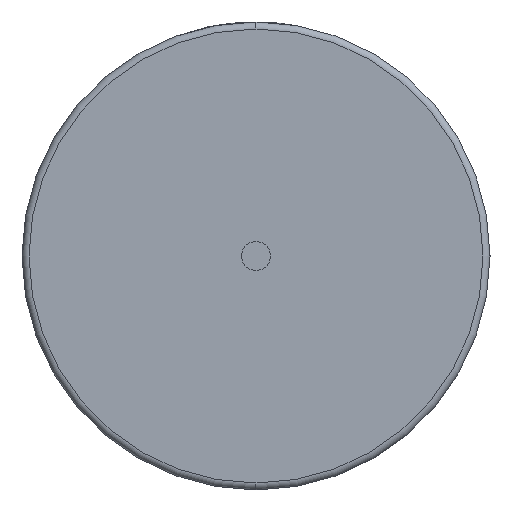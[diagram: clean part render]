
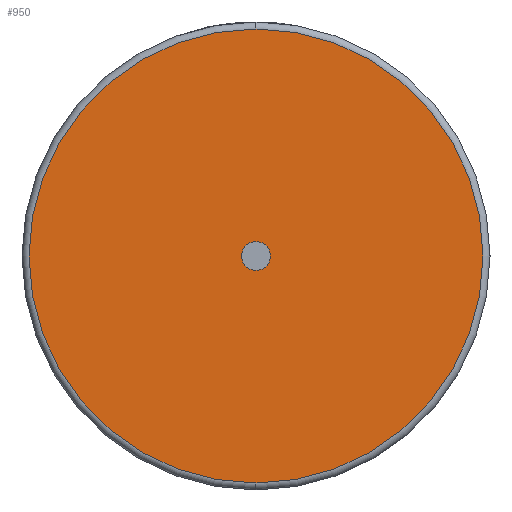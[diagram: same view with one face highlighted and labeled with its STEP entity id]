
A CAD part, left-side view. The second image highlights one B-rep face of the part: STEP entity #950.
In plain terms, the highlighted planar face has unit normal (-1, 0, 0).
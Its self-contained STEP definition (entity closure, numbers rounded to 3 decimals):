
#91 = DIRECTION ( 'NONE',  ( -1., 0., 0. ) ) ;
#368 = VERTEX_POINT ( 'NONE', #1197 ) ;
#403 = ORIENTED_EDGE ( 'NONE', *, *, #1633, .T. ) ;
#511 = DIRECTION ( 'NONE',  ( 0., 0., -1. ) ) ;
#520 = EDGE_LOOP ( 'NONE', ( #4044, #4276 ) ) ;
#571 = CARTESIAN_POINT ( 'NONE',  ( 0., 0., 0.515 ) ) ;
#815 = DIRECTION ( 'NONE',  ( -1., 0., 0. ) ) ;
#819 = CARTESIAN_POINT ( 'NONE',  ( 0., 0., 0. ) ) ;
#848 = CARTESIAN_POINT ( 'NONE',  ( 0., 0., 0. ) ) ;
#913 = DIRECTION ( 'NONE',  ( 0., 0., -1. ) ) ;
#950 = ADVANCED_FACE ( 'NONE', ( #2801, #3346 ), #4123, .F. ) ;
#1008 = VERTEX_POINT ( 'NONE', #2165 ) ;
#1061 = VERTEX_POINT ( 'NONE', #3598 ) ;
#1113 = DIRECTION ( 'NONE',  ( 1., 0., 0. ) ) ;
#1125 = VERTEX_POINT ( 'NONE', #571 ) ;
#1197 = CARTESIAN_POINT ( 'NONE',  ( 0., 0., -0.515 ) ) ;
#1335 = DIRECTION ( 'NONE',  ( 0., 0., -1. ) ) ;
#1423 = EDGE_CURVE ( 'NONE', #1125, #368, #3901, .T. ) ;
#1569 = CIRCLE ( 'NONE', #4262, 8.1 ) ;
#1633 = EDGE_CURVE ( 'NONE', #1008, #1061, #1569, .T. ) ;
#1712 = CIRCLE ( 'NONE', #3453, 0.515 ) ;
#2053 = DIRECTION ( 'NONE',  ( 0., 0., -1. ) ) ;
#2124 = CIRCLE ( 'NONE', #3664, 8.1 ) ;
#2165 = CARTESIAN_POINT ( 'NONE',  ( 0., 0., -8.1 ) ) ;
#2250 = AXIS2_PLACEMENT_3D ( 'NONE', #2823, #1113, #2053 ) ;
#2257 = CARTESIAN_POINT ( 'NONE',  ( 0., 0., 0. ) ) ;
#2677 = AXIS2_PLACEMENT_3D ( 'NONE', #848, #91, #3927 ) ;
#2787 = EDGE_LOOP ( 'NONE', ( #403, #3356 ) ) ;
#2801 = FACE_OUTER_BOUND ( 'NONE', #2787, .T. ) ;
#2823 = CARTESIAN_POINT ( 'NONE',  ( 0., 0., 0. ) ) ;
#3038 = CARTESIAN_POINT ( 'NONE',  ( 0., 0., 0. ) ) ;
#3266 = DIRECTION ( 'NONE',  ( -1., 0., 0. ) ) ;
#3346 = FACE_BOUND ( 'NONE', #520, .T. ) ;
#3356 = ORIENTED_EDGE ( 'NONE', *, *, #4130, .T. ) ;
#3453 = AXIS2_PLACEMENT_3D ( 'NONE', #2257, #815, #511 ) ;
#3598 = CARTESIAN_POINT ( 'NONE',  ( 0., 0., 8.1 ) ) ;
#3630 = EDGE_CURVE ( 'NONE', #368, #1125, #1712, .T. ) ;
#3664 = AXIS2_PLACEMENT_3D ( 'NONE', #819, #3266, #913 ) ;
#3901 = CIRCLE ( 'NONE', #2677, 0.515 ) ;
#3927 = DIRECTION ( 'NONE',  ( 0., 0., -1. ) ) ;
#4044 = ORIENTED_EDGE ( 'NONE', *, *, #3630, .F. ) ;
#4123 = PLANE ( 'NONE',  #2250 ) ;
#4130 = EDGE_CURVE ( 'NONE', #1061, #1008, #2124, .T. ) ;
#4262 = AXIS2_PLACEMENT_3D ( 'NONE', #3038, #4448, #1335 ) ;
#4276 = ORIENTED_EDGE ( 'NONE', *, *, #1423, .F. ) ;
#4448 = DIRECTION ( 'NONE',  ( -1., 0., 0. ) ) ;
